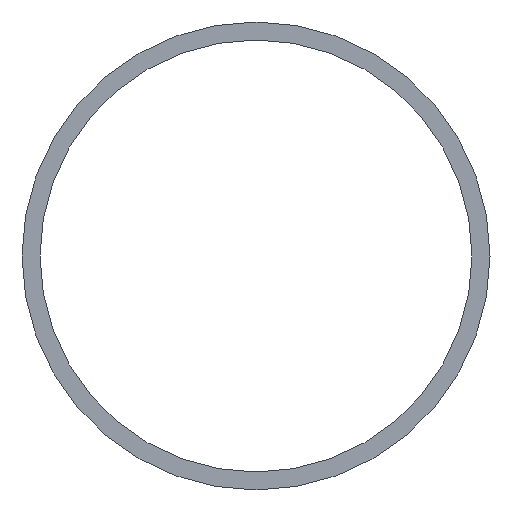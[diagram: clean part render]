
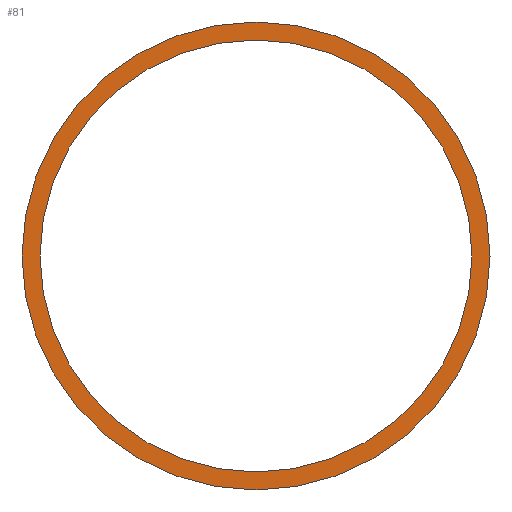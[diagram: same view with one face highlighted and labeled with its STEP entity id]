
A CAD part, left-side view. The second image highlights one B-rep face of the part: STEP entity #81.
In plain terms, the highlighted planar face has unit normal (-1, 0, 0).
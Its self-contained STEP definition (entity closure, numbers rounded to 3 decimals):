
#53 = VERTEX_POINT( '', #124 );
#57 = EDGE_CURVE( '', #53, #61, #128, .T. );
#59 = VERTEX_POINT( '', #130 );
#61 = VERTEX_POINT( '', #132 );
#67 = EDGE_CURVE( '', #61, #53, #139, .T. );
#73 = EDGE_CURVE( '', #89, #59, #145, .T. );
#81 = ADVANCED_FACE( '', ( #154, #155 ), #156, .F. );
#89 = VERTEX_POINT( '', #164 );
#91 = EDGE_CURVE( '', #59, #89, #166, .T. );
#124 = CARTESIAN_POINT( '', ( 0., 0., -92.3 ) );
#128 = CIRCLE( '', #198, 92.3 );
#130 = CARTESIAN_POINT( '', ( 0., 0., -100. ) );
#132 = CARTESIAN_POINT( '', ( 0., 0., 92.3 ) );
#139 = CIRCLE( '', #211, 92.3 );
#145 = CIRCLE( '', #219, 100. );
#154 = FACE_OUTER_BOUND( '', #228, .T. );
#155 = FACE_BOUND( '', #229, .T. );
#156 = PLANE( '', #230 );
#164 = CARTESIAN_POINT( '', ( 0., 0., 100. ) );
#166 = CIRCLE( '', #243, 100. );
#198 = AXIS2_PLACEMENT_3D( '', #277, #278, #279 );
#211 = AXIS2_PLACEMENT_3D( '', #291, #292, #293 );
#219 = AXIS2_PLACEMENT_3D( '', #297, #298, #299 );
#228 = EDGE_LOOP( '', ( #313, #314 ) );
#229 = EDGE_LOOP( '', ( #315, #316 ) );
#230 = AXIS2_PLACEMENT_3D( '', #317, #318, #319 );
#243 = AXIS2_PLACEMENT_3D( '', #321, #322, #323 );
#277 = CARTESIAN_POINT( '', ( 0., 0., 0. ) );
#278 = DIRECTION( '', ( 1., 0., 0. ) );
#279 = DIRECTION( '', ( 0., 0., -1. ) );
#291 = CARTESIAN_POINT( '', ( 0., 0., 0. ) );
#292 = DIRECTION( '', ( 1., 0., 0. ) );
#293 = DIRECTION( '', ( 0., 0., -1. ) );
#297 = CARTESIAN_POINT( '', ( 0., 0., 0. ) );
#298 = DIRECTION( '', ( 1., 0., 0. ) );
#299 = DIRECTION( '', ( 0., 0., -1. ) );
#313 = ORIENTED_EDGE( '', *, *, #91, .F. );
#314 = ORIENTED_EDGE( '', *, *, #73, .F. );
#315 = ORIENTED_EDGE( '', *, *, #57, .T. );
#316 = ORIENTED_EDGE( '', *, *, #67, .T. );
#317 = CARTESIAN_POINT( '', ( 0., 0., 0. ) );
#318 = DIRECTION( '', ( 1., 0., 0. ) );
#319 = DIRECTION( '', ( 0., 0., -1. ) );
#321 = CARTESIAN_POINT( '', ( 0., 0., 0. ) );
#322 = DIRECTION( '', ( 1., 0., 0. ) );
#323 = DIRECTION( '', ( 0., 0., -1. ) );
